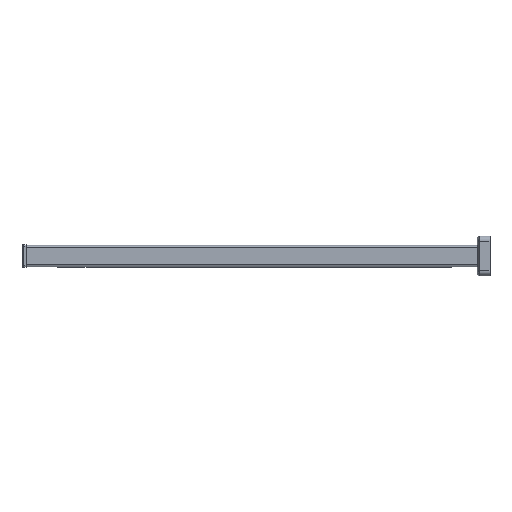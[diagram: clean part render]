
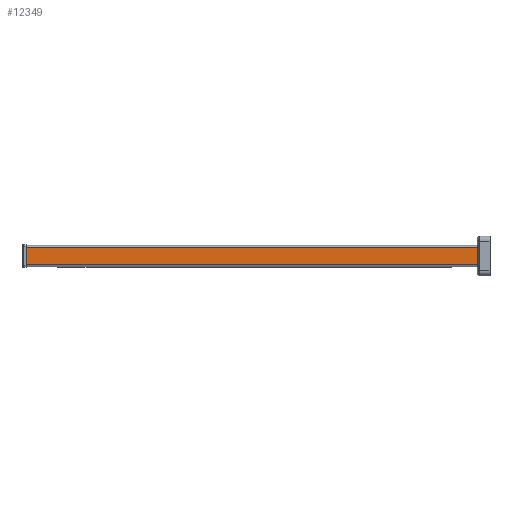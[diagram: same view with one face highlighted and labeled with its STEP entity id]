
A CAD part, left-side view. The second image highlights one B-rep face of the part: STEP entity #12349.
In plain terms, the highlighted planar face has unit normal (-1, 0, 0).
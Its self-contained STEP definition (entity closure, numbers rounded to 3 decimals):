
#816 = VECTOR ( 'NONE', #6428, 1000. ) ;
#2786 = CARTESIAN_POINT ( 'NONE',  ( -25., 1090., -21. ) ) ;
#3736 = VECTOR ( 'NONE', #18601, 1000. ) ;
#4110 = AXIS2_PLACEMENT_3D ( 'NONE', #42073, #25715, #32586 ) ;
#5968 = EDGE_LOOP ( 'NONE', ( #24298, #40858, #10648, #29737 ) ) ;
#6280 = PLANE ( 'NONE',  #4110 ) ;
#6428 = DIRECTION ( 'NONE',  ( 0., -1., 0. ) ) ;
#8393 = CARTESIAN_POINT ( 'NONE',  ( -25., 1090., -21. ) ) ;
#9990 = VERTEX_POINT ( 'NONE', #38500 ) ;
#10648 = ORIENTED_EDGE ( 'NONE', *, *, #22250, .T. ) ;
#11616 = CARTESIAN_POINT ( 'NONE',  ( -25., 0., 21. ) ) ;
#11811 = VERTEX_POINT ( 'NONE', #28999 ) ;
#12349 = ADVANCED_FACE ( 'NONE', ( #15982 ), #6280, .T. ) ;
#13335 = EDGE_CURVE ( 'NONE', #11811, #39970, #37646, .T. ) ;
#15982 = FACE_OUTER_BOUND ( 'NONE', #5968, .T. ) ;
#16664 = VECTOR ( 'NONE', #20914, 1000. ) ;
#18601 = DIRECTION ( 'NONE',  ( 0., 1., 0. ) ) ;
#20005 = VERTEX_POINT ( 'NONE', #36855 ) ;
#20914 = DIRECTION ( 'NONE',  ( 0., 0., 1. ) ) ;
#21125 = LINE ( 'NONE', #11616, #16664 ) ;
#22094 = VECTOR ( 'NONE', #34407, 1000. ) ;
#22250 = EDGE_CURVE ( 'NONE', #20005, #9990, #21125, .T. ) ;
#22390 = EDGE_CURVE ( 'NONE', #39970, #20005, #25658, .T. ) ;
#22480 = LINE ( 'NONE', #38850, #3736 ) ;
#24298 = ORIENTED_EDGE ( 'NONE', *, *, #13335, .T. ) ;
#25658 = LINE ( 'NONE', #2786, #816 ) ;
#25715 = DIRECTION ( 'NONE',  ( -1., 0., 0. ) ) ;
#28999 = CARTESIAN_POINT ( 'NONE',  ( -25., 1090., 21. ) ) ;
#29737 = ORIENTED_EDGE ( 'NONE', *, *, #40668, .T. ) ;
#31605 = CARTESIAN_POINT ( 'NONE',  ( -25., 1090., 21. ) ) ;
#32586 = DIRECTION ( 'NONE',  ( 0., 0., 1. ) ) ;
#34407 = DIRECTION ( 'NONE',  ( 0., 0., -1. ) ) ;
#36855 = CARTESIAN_POINT ( 'NONE',  ( -25., 0., -21. ) ) ;
#37646 = LINE ( 'NONE', #31605, #22094 ) ;
#38500 = CARTESIAN_POINT ( 'NONE',  ( -25., 0., 21. ) ) ;
#38850 = CARTESIAN_POINT ( 'NONE',  ( -25., 1090., 21. ) ) ;
#39970 = VERTEX_POINT ( 'NONE', #8393 ) ;
#40668 = EDGE_CURVE ( 'NONE', #9990, #11811, #22480, .T. ) ;
#40858 = ORIENTED_EDGE ( 'NONE', *, *, #22390, .T. ) ;
#42073 = CARTESIAN_POINT ( 'NONE',  ( -25., 1090., 21. ) ) ;
